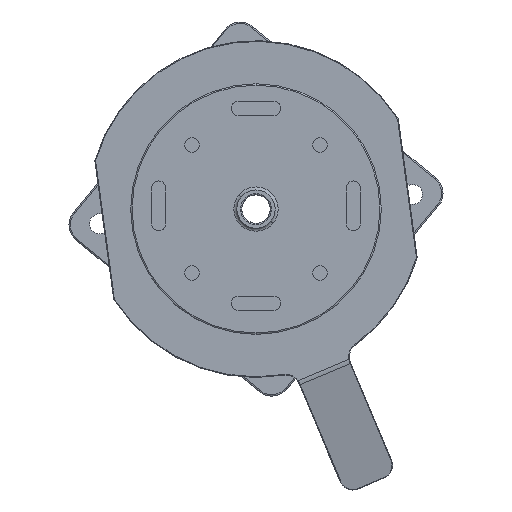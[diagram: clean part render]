
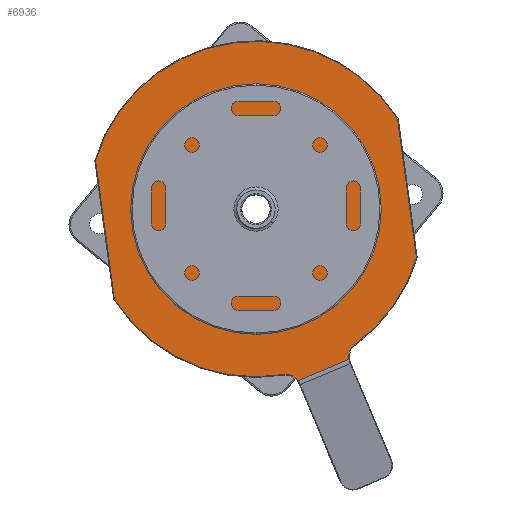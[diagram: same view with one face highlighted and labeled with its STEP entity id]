
A CAD part, front view. The second image highlights one B-rep face of the part: STEP entity #6936.
In plain terms, the highlighted planar face has unit normal (0, -1, 0).
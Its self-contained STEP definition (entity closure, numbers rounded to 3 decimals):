
#196 = DIRECTION ( 'NONE',  ( 0., 1., 0. ) ) ;
#264 = DIRECTION ( 'NONE',  ( 0., 1., 0. ) ) ;
#322 = CARTESIAN_POINT ( 'NONE',  ( 0., -3., 0. ) ) ;
#565 = CIRCLE ( 'NONE', #17054, 60.25 ) ;
#685 = AXIS2_PLACEMENT_3D ( 'NONE', #322, #2087, #8448 ) ;
#1035 = CIRCLE ( 'NONE', #7087, 60.25 ) ;
#1037 = VECTOR ( 'NONE', #5209, 1000. ) ;
#1057 = CIRCLE ( 'NONE', #2344, 16.375 ) ;
#1196 = LINE ( 'NONE', #4854, #7531 ) ;
#1218 = CARTESIAN_POINT ( 'NONE',  ( -25.15, -3., 54.75 ) ) ;
#1323 = ORIENTED_EDGE ( 'NONE', *, *, #14815, .T. ) ;
#2051 = EDGE_CURVE ( 'NONE', #13794, #16438, #18033, .T. ) ;
#2087 = DIRECTION ( 'NONE',  ( 0., 1., 0. ) ) ;
#2290 = CIRCLE ( 'NONE', #23425, 5.25 ) ;
#2344 = AXIS2_PLACEMENT_3D ( 'NONE', #5723, #264, #16783 ) ;
#2356 = FACE_BOUND ( 'NONE', #13039, .T. ) ;
#2758 = AXIS2_PLACEMENT_3D ( 'NONE', #21847, #21970, #19703 ) ;
#3063 = ORIENTED_EDGE ( 'NONE', *, *, #13890, .T. ) ;
#3366 = DIRECTION ( 'NONE',  ( 0.259, 0., -0.966 ) ) ;
#3528 = VERTEX_POINT ( 'NONE', #9965 ) ;
#4157 = ORIENTED_EDGE ( 'NONE', *, *, #17729, .T. ) ;
#4280 = AXIS2_PLACEMENT_3D ( 'NONE', #23016, #196, #12399 ) ;
#4344 = CIRCLE ( 'NONE', #4280, 5.25 ) ;
#4618 = DIRECTION ( 'NONE',  ( 0., 1., 0. ) ) ;
#4854 = CARTESIAN_POINT ( 'NONE',  ( -63.134, -3., -6.564 ) ) ;
#5209 = DIRECTION ( 'NONE',  ( 1., 0., 0. ) ) ;
#5367 = VECTOR ( 'NONE', #17033, 1000. ) ;
#5494 = CARTESIAN_POINT ( 'NONE',  ( -53.079, -3., -28.507 ) ) ;
#5723 = CARTESIAN_POINT ( 'NONE',  ( 0., -3., 0. ) ) ;
#5875 = ORIENTED_EDGE ( 'NONE', *, *, #11459, .T. ) ;
#6034 = CARTESIAN_POINT ( 'NONE',  ( -25.15, -3., -54.75 ) ) ;
#6308 = CARTESIAN_POINT ( 'NONE',  ( 0., -3., 0. ) ) ;
#6315 = CARTESIAN_POINT ( 'NONE',  ( 0., -3., 0. ) ) ;
#6936 = ADVANCED_FACE ( 'NONE', ( #2356, #20591 ), #10624, .F. ) ;
#7087 = AXIS2_PLACEMENT_3D ( 'NONE', #6315, #18756, #22646 ) ;
#7478 = VERTEX_POINT ( 'NONE', #23348 ) ;
#7531 = VECTOR ( 'NONE', #3366, 1000. ) ;
#8165 = EDGE_LOOP ( 'NONE', ( #16249, #8929, #5875, #12374, #13551, #4157, #11995, #11421, #3063 ) ) ;
#8307 = VERTEX_POINT ( 'NONE', #5494 ) ;
#8448 = DIRECTION ( 'NONE',  ( 0., 0., 1. ) ) ;
#8929 = ORIENTED_EDGE ( 'NONE', *, *, #2051, .T. ) ;
#9762 = EDGE_CURVE ( 'NONE', #16553, #24288, #4344, .T. ) ;
#9847 = DIRECTION ( 'NONE',  ( 0., -1., 0. ) ) ;
#9859 = VERTEX_POINT ( 'NONE', #12660 ) ;
#9965 = CARTESIAN_POINT ( 'NONE',  ( 0., -3., -16.375 ) ) ;
#10362 = CARTESIAN_POINT ( 'NONE',  ( -65.469, -3., -2.013 ) ) ;
#10624 = PLANE ( 'NONE',  #685 ) ;
#11225 = CARTESIAN_POINT ( 'NONE',  ( -57.704, -3., -25.741 ) ) ;
#11421 = ORIENTED_EDGE ( 'NONE', *, *, #15910, .T. ) ;
#11459 = EDGE_CURVE ( 'NONE', #16438, #16553, #1196, .T. ) ;
#11834 = AXIS2_PLACEMENT_3D ( 'NONE', #16940, #20698, #18685 ) ;
#11995 = ORIENTED_EDGE ( 'NONE', *, *, #13190, .T. ) ;
#12329 = CARTESIAN_POINT ( 'NONE',  ( 25.15, -3., -54.75 ) ) ;
#12374 = ORIENTED_EDGE ( 'NONE', *, *, #9762, .T. ) ;
#12399 = DIRECTION ( 'NONE',  ( 0., 0., 1. ) ) ;
#12526 = CARTESIAN_POINT ( 'NONE',  ( -63.098, -3., -6.697 ) ) ;
#12660 = CARTESIAN_POINT ( 'NONE',  ( 25.15, -3., 54.75 ) ) ;
#13039 = EDGE_LOOP ( 'NONE', ( #23206, #1323 ) ) ;
#13190 = EDGE_CURVE ( 'NONE', #14181, #15423, #21142, .T. ) ;
#13536 = DIRECTION ( 'NONE',  ( 0., 1., 0. ) ) ;
#13551 = ORIENTED_EDGE ( 'NONE', *, *, #24892, .T. ) ;
#13794 = VERTEX_POINT ( 'NONE', #16896 ) ;
#13890 = EDGE_CURVE ( 'NONE', #9859, #17236, #14734, .T. ) ;
#14181 = VERTEX_POINT ( 'NONE', #6034 ) ;
#14216 = EDGE_CURVE ( 'NONE', #17236, #13794, #565, .T. ) ;
#14734 = LINE ( 'NONE', #25375, #5367 ) ;
#14815 = EDGE_CURVE ( 'NONE', #3528, #7478, #17442, .T. ) ;
#15348 = CIRCLE ( 'NONE', #2758, 60.25 ) ;
#15423 = VERTEX_POINT ( 'NONE', #12329 ) ;
#15910 = EDGE_CURVE ( 'NONE', #15423, #9859, #1035, .T. ) ;
#16249 = ORIENTED_EDGE ( 'NONE', *, *, #14216, .T. ) ;
#16300 = AXIS2_PLACEMENT_3D ( 'NONE', #10362, #13536, #23768 ) ;
#16438 = VERTEX_POINT ( 'NONE', #12526 ) ;
#16553 = VERTEX_POINT ( 'NONE', #16843 ) ;
#16604 = DIRECTION ( 'NONE',  ( 0., 0., 1. ) ) ;
#16783 = DIRECTION ( 'NONE',  ( 0., 0., 1. ) ) ;
#16843 = CARTESIAN_POINT ( 'NONE',  ( -57.994, -3., -25.749 ) ) ;
#16896 = CARTESIAN_POINT ( 'NONE',  ( -60.222, -3., -1.852 ) ) ;
#16902 = EDGE_CURVE ( 'NONE', #7478, #3528, #1057, .T. ) ;
#16940 = CARTESIAN_POINT ( 'NONE',  ( 0., -3., 0. ) ) ;
#17033 = DIRECTION ( 'NONE',  ( -1., 0., 0. ) ) ;
#17054 = AXIS2_PLACEMENT_3D ( 'NONE', #6308, #9847, #16604 ) ;
#17236 = VERTEX_POINT ( 'NONE', #1218 ) ;
#17442 = CIRCLE ( 'NONE', #11834, 16.375 ) ;
#17729 = EDGE_CURVE ( 'NONE', #8307, #14181, #15348, .T. ) ;
#17782 = CARTESIAN_POINT ( 'NONE',  ( 25.204, -3., -54.75 ) ) ;
#18033 = CIRCLE ( 'NONE', #16300, 5.25 ) ;
#18685 = DIRECTION ( 'NONE',  ( 0., 0., 1. ) ) ;
#18756 = DIRECTION ( 'NONE',  ( 0., -1., 0. ) ) ;
#19703 = DIRECTION ( 'NONE',  ( 0., 0., 1. ) ) ;
#20591 = FACE_OUTER_BOUND ( 'NONE', #8165, .T. ) ;
#20698 = DIRECTION ( 'NONE',  ( 0., 1., 0. ) ) ;
#21142 = LINE ( 'NONE', #17782, #1037 ) ;
#21493 = CARTESIAN_POINT ( 'NONE',  ( -57.704, -3., -30.991 ) ) ;
#21847 = CARTESIAN_POINT ( 'NONE',  ( 0., -3., 0. ) ) ;
#21970 = DIRECTION ( 'NONE',  ( 0., -1., 0. ) ) ;
#22646 = DIRECTION ( 'NONE',  ( 0., 0., 1. ) ) ;
#23016 = CARTESIAN_POINT ( 'NONE',  ( -57.704, -3., -30.991 ) ) ;
#23206 = ORIENTED_EDGE ( 'NONE', *, *, #16902, .T. ) ;
#23348 = CARTESIAN_POINT ( 'NONE',  ( 0., -3., 16.375 ) ) ;
#23425 = AXIS2_PLACEMENT_3D ( 'NONE', #21493, #4618, #25271 ) ;
#23768 = DIRECTION ( 'NONE',  ( 0., 0., 1. ) ) ;
#24288 = VERTEX_POINT ( 'NONE', #11225 ) ;
#24892 = EDGE_CURVE ( 'NONE', #24288, #8307, #2290, .T. ) ;
#25271 = DIRECTION ( 'NONE',  ( 0., 0., 1. ) ) ;
#25375 = CARTESIAN_POINT ( 'NONE',  ( -25.204, -3., 54.75 ) ) ;
